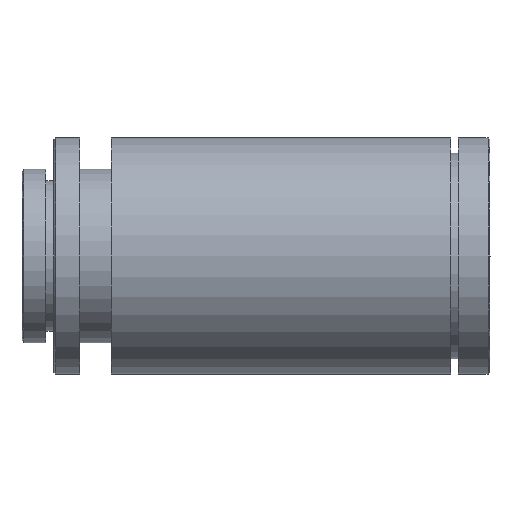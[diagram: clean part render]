
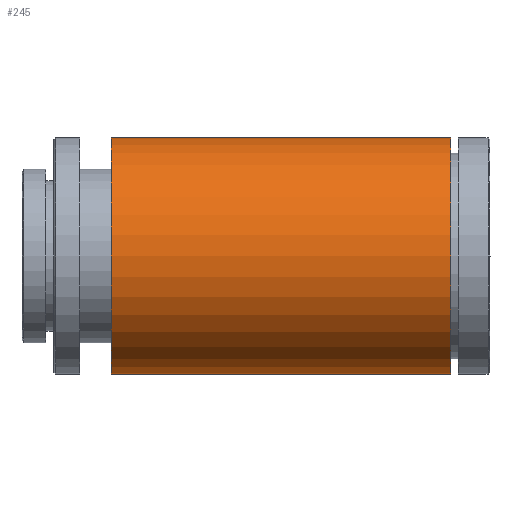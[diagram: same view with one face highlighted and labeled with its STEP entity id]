
A CAD part, front view. The second image highlights one B-rep face of the part: STEP entity #245.
In plain terms, the highlighted cylindrical face has radius 15 mm (diameter 30 mm), a partial arc.
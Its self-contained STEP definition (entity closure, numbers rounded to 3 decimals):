
#22 = DIRECTION ( 'NONE',  ( 0., 0., 1. ) ) ;
#62 = DIRECTION ( 'NONE',  ( -1., 0., 0. ) ) ;
#104 = CARTESIAN_POINT ( 'NONE',  ( 11.33, 0., -15. ) ) ;
#108 = CARTESIAN_POINT ( 'NONE',  ( -215.191, 0., 15. ) ) ;
#113 = CARTESIAN_POINT ( 'NONE',  ( 54.26, 0., 0. ) ) ;
#128 = AXIS2_PLACEMENT_3D ( 'NONE', #113, #919, #22 ) ;
#154 = EDGE_CURVE ( 'NONE', #627, #330, #527, .T. ) ;
#186 = VECTOR ( 'NONE', #62, 1000. ) ;
#192 = CYLINDRICAL_SURFACE ( 'NONE', #1094, 15. ) ;
#200 = ORIENTED_EDGE ( 'NONE', *, *, #210, .F. ) ;
#210 = EDGE_CURVE ( 'NONE', #330, #596, #225, .T. ) ;
#225 = CIRCLE ( 'NONE', #915, 15. ) ;
#244 = CARTESIAN_POINT ( 'NONE',  ( 54.26, 0., 15. ) ) ;
#245 = ADVANCED_FACE ( 'NONE', ( #920 ), #192, .T. ) ;
#264 = CARTESIAN_POINT ( 'NONE',  ( -215.191, 0., -15. ) ) ;
#270 = DIRECTION ( 'NONE',  ( 0., 0., 1. ) ) ;
#276 = DIRECTION ( 'NONE',  ( -1., 0., 0. ) ) ;
#330 = VERTEX_POINT ( 'NONE', #104 ) ;
#362 = ORIENTED_EDGE ( 'NONE', *, *, #392, .T. ) ;
#380 = DIRECTION ( 'NONE',  ( -1., 0., 0. ) ) ;
#392 = EDGE_CURVE ( 'NONE', #627, #1120, #650, .T. ) ;
#421 = EDGE_CURVE ( 'NONE', #1120, #596, #485, .T. ) ;
#485 = LINE ( 'NONE', #108, #866 ) ;
#527 = LINE ( 'NONE', #264, #186 ) ;
#588 = CARTESIAN_POINT ( 'NONE',  ( 54.26, 0., -15. ) ) ;
#596 = VERTEX_POINT ( 'NONE', #1050 ) ;
#627 = VERTEX_POINT ( 'NONE', #588 ) ;
#639 = DIRECTION ( 'NONE',  ( 0., 0., 1. ) ) ;
#650 = CIRCLE ( 'NONE', #128, 15. ) ;
#656 = DIRECTION ( 'NONE',  ( -1., 0., 0. ) ) ;
#726 = CARTESIAN_POINT ( 'NONE',  ( 11.33, 0., 0. ) ) ;
#866 = VECTOR ( 'NONE', #380, 1000. ) ;
#915 = AXIS2_PLACEMENT_3D ( 'NONE', #726, #276, #270 ) ;
#919 = DIRECTION ( 'NONE',  ( -1., 0., 0. ) ) ;
#920 = FACE_OUTER_BOUND ( 'NONE', #1144, .T. ) ;
#997 = ORIENTED_EDGE ( 'NONE', *, *, #154, .F. ) ;
#1050 = CARTESIAN_POINT ( 'NONE',  ( 11.33, 0., 15. ) ) ;
#1094 = AXIS2_PLACEMENT_3D ( 'NONE', #1121, #656, #639 ) ;
#1120 = VERTEX_POINT ( 'NONE', #244 ) ;
#1121 = CARTESIAN_POINT ( 'NONE',  ( -215.191, 0., 0. ) ) ;
#1144 = EDGE_LOOP ( 'NONE', ( #997, #362, #1182, #200 ) ) ;
#1182 = ORIENTED_EDGE ( 'NONE', *, *, #421, .T. ) ;
